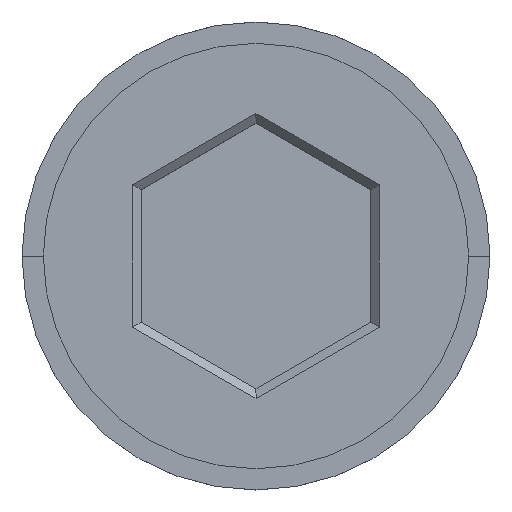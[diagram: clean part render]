
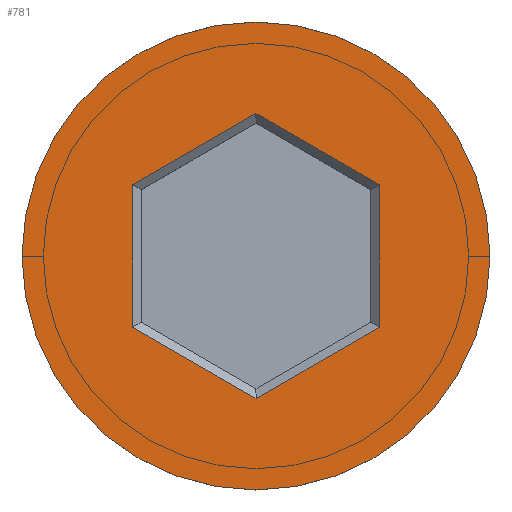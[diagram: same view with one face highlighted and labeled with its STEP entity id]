
A CAD part, top view. The second image highlights one B-rep face of the part: STEP entity #781.
In plain terms, the highlighted planar face has unit normal (0, 0, 1).
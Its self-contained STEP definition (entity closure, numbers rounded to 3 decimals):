
#31 = VECTOR ( 'NONE', #460, 1000. ) ;
#58 = DIRECTION ( 'NONE',  ( 0.866, -0.5, 0. ) ) ;
#79 = VECTOR ( 'NONE', #1326, 1000. ) ;
#114 = DIRECTION ( 'NONE',  ( 1., 0., 0. ) ) ;
#147 = ORIENTED_EDGE ( 'NONE', *, *, #303, .T. ) ;
#165 = ORIENTED_EDGE ( 'NONE', *, *, #238, .T. ) ;
#222 = LINE ( 'NONE', #1193, #1297 ) ;
#225 = VERTEX_POINT ( 'NONE', #1045 ) ;
#238 = EDGE_CURVE ( 'NONE', #1392, #557, #1380, .T. ) ;
#267 = AXIS2_PLACEMENT_3D ( 'NONE', #1077, #742, #1433 ) ;
#272 = CARTESIAN_POINT ( 'NONE',  ( -2.9, 1.559, 0. ) ) ;
#299 = CIRCLE ( 'NONE', #850, 5.5 ) ;
#303 = EDGE_CURVE ( 'NONE', #727, #225, #926, .T. ) ;
#304 = DIRECTION ( 'NONE',  ( -0.866, -0.5, 0. ) ) ;
#305 = DIRECTION ( 'NONE',  ( 0., 1., 0. ) ) ;
#323 = VERTEX_POINT ( 'NONE', #1173 ) ;
#338 = FACE_BOUND ( 'NONE', #1129, .T. ) ;
#341 = CARTESIAN_POINT ( 'NONE',  ( 5.5, 0., 0. ) ) ;
#344 = CARTESIAN_POINT ( 'NONE',  ( 2.9, -1.559, 0. ) ) ;
#353 = CIRCLE ( 'NONE', #267, 5.5 ) ;
#460 = DIRECTION ( 'NONE',  ( 0., -1., 0. ) ) ;
#478 = VERTEX_POINT ( 'NONE', #341 ) ;
#482 = VERTEX_POINT ( 'NONE', #669 ) ;
#514 = LINE ( 'NONE', #932, #678 ) ;
#535 = EDGE_CURVE ( 'NONE', #478, #323, #299, .T. ) ;
#548 = VECTOR ( 'NONE', #58, 1000. ) ;
#557 = VERTEX_POINT ( 'NONE', #1378 ) ;
#564 = ORIENTED_EDGE ( 'NONE', *, *, #1279, .T. ) ;
#628 = CARTESIAN_POINT ( 'NONE',  ( 2.8, 1.732, 0. ) ) ;
#630 = CARTESIAN_POINT ( 'NONE',  ( -2.8, -1.732, 0. ) ) ;
#643 = CARTESIAN_POINT ( 'NONE',  ( 0., -3.349, 0. ) ) ;
#652 = AXIS2_PLACEMENT_3D ( 'NONE', #905, #915, #114 ) ;
#666 = EDGE_CURVE ( 'NONE', #482, #1261, #514, .T. ) ;
#669 = CARTESIAN_POINT ( 'NONE',  ( 2.9, -1.674, 0. ) ) ;
#678 = VECTOR ( 'NONE', #304, 1000. ) ;
#679 = FACE_OUTER_BOUND ( 'NONE', #1145, .T. ) ;
#699 = ORIENTED_EDGE ( 'NONE', *, *, #666, .T. ) ;
#727 = VERTEX_POINT ( 'NONE', #973 ) ;
#742 = DIRECTION ( 'NONE',  ( 0., 0., 1. ) ) ;
#758 = LINE ( 'NONE', #630, #79 ) ;
#780 = DIRECTION ( 'NONE',  ( 0., 0., 1. ) ) ;
#781 = ADVANCED_FACE ( 'NONE', ( #338, #679 ), #785, .T. ) ;
#785 = PLANE ( 'NONE',  #652 ) ;
#788 = CARTESIAN_POINT ( 'NONE',  ( -2.9, -1.674, 0. ) ) ;
#840 = DIRECTION ( 'NONE',  ( 1., 0., 0. ) ) ;
#850 = AXIS2_PLACEMENT_3D ( 'NONE', #1339, #780, #840 ) ;
#875 = DIRECTION ( 'NONE',  ( 0.866, 0.5, 0. ) ) ;
#890 = ORIENTED_EDGE ( 'NONE', *, *, #535, .T. ) ;
#905 = CARTESIAN_POINT ( 'NONE',  ( 0., 0., 0. ) ) ;
#915 = DIRECTION ( 'NONE',  ( 0., 0., 1. ) ) ;
#926 = LINE ( 'NONE', #628, #548 ) ;
#932 = CARTESIAN_POINT ( 'NONE',  ( 0.1, -3.291, 0. ) ) ;
#973 = CARTESIAN_POINT ( 'NONE',  ( 0., 3.349, 0. ) ) ;
#976 = ORIENTED_EDGE ( 'NONE', *, *, #979, .T. ) ;
#977 = LINE ( 'NONE', #344, #31 ) ;
#979 = EDGE_CURVE ( 'NONE', #225, #482, #977, .T. ) ;
#1007 = VECTOR ( 'NONE', #305, 1000. ) ;
#1045 = CARTESIAN_POINT ( 'NONE',  ( 2.9, 1.674, 0. ) ) ;
#1077 = CARTESIAN_POINT ( 'NONE',  ( 0., 0., 0. ) ) ;
#1129 = EDGE_LOOP ( 'NONE', ( #1365, #165, #564, #147, #976, #699 ) ) ;
#1145 = EDGE_LOOP ( 'NONE', ( #890, #1228 ) ) ;
#1173 = CARTESIAN_POINT ( 'NONE',  ( -5.5, 0., 0. ) ) ;
#1193 = CARTESIAN_POINT ( 'NONE',  ( -0.1, 3.291, 0. ) ) ;
#1228 = ORIENTED_EDGE ( 'NONE', *, *, #1267, .T. ) ;
#1261 = VERTEX_POINT ( 'NONE', #643 ) ;
#1267 = EDGE_CURVE ( 'NONE', #323, #478, #353, .T. ) ;
#1279 = EDGE_CURVE ( 'NONE', #557, #727, #222, .T. ) ;
#1290 = EDGE_CURVE ( 'NONE', #1261, #1392, #758, .T. ) ;
#1297 = VECTOR ( 'NONE', #875, 1000. ) ;
#1326 = DIRECTION ( 'NONE',  ( -0.866, 0.5, 0. ) ) ;
#1339 = CARTESIAN_POINT ( 'NONE',  ( 0., 0., 0. ) ) ;
#1365 = ORIENTED_EDGE ( 'NONE', *, *, #1290, .T. ) ;
#1378 = CARTESIAN_POINT ( 'NONE',  ( -2.9, 1.674, 0. ) ) ;
#1380 = LINE ( 'NONE', #272, #1007 ) ;
#1392 = VERTEX_POINT ( 'NONE', #788 ) ;
#1433 = DIRECTION ( 'NONE',  ( 1., 0., 0. ) ) ;
